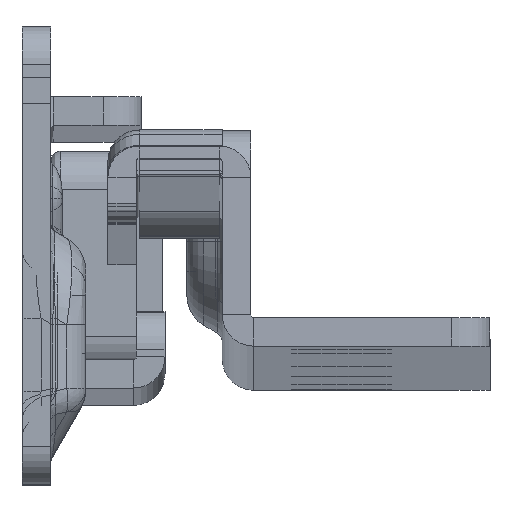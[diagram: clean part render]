
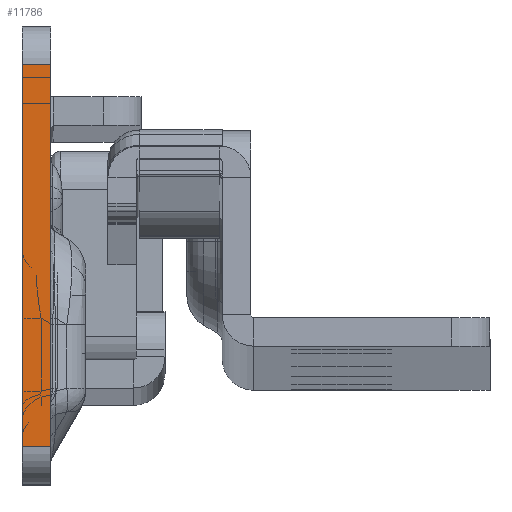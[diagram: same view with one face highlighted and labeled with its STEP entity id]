
A CAD part, top view. The second image highlights one B-rep face of the part: STEP entity #11786.
In plain terms, the highlighted planar face has unit normal (0, 0, 1).
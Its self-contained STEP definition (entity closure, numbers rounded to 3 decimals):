
#218 = CARTESIAN_POINT ( 'NONE',  ( 0., -29.094, 0. ) ) ;
#382 = EDGE_CURVE ( 'NONE', #16003, #16689, #7603, .T. ) ;
#946 = ORIENTED_EDGE ( 'NONE', *, *, #2823, .F. ) ;
#1348 = VECTOR ( 'NONE', #7302, 1000. ) ;
#2823 = EDGE_CURVE ( 'NONE', #6021, #11835, #15646, .T. ) ;
#3665 = AXIS2_PLACEMENT_3D ( 'NONE', #15235, #7908, #5798 ) ;
#4219 = VECTOR ( 'NONE', #11594, 1000. ) ;
#4372 = VECTOR ( 'NONE', #14188, 1000. ) ;
#4414 = CARTESIAN_POINT ( 'NONE',  ( 0., 18.3, 0. ) ) ;
#5798 = DIRECTION ( 'NONE',  ( 1., 0., 0. ) ) ;
#6021 = VERTEX_POINT ( 'NONE', #17790 ) ;
#6031 = CARTESIAN_POINT ( 'NONE',  ( -3., 18.3, 0. ) ) ;
#6172 = ORIENTED_EDGE ( 'NONE', *, *, #382, .T. ) ;
#7302 = DIRECTION ( 'NONE',  ( 0., -1., 0. ) ) ;
#7603 = LINE ( 'NONE', #7955, #9110 ) ;
#7908 = DIRECTION ( 'NONE',  ( 0., 0., 1. ) ) ;
#7955 = CARTESIAN_POINT ( 'NONE',  ( -142.194, -21.7, 0. ) ) ;
#9110 = VECTOR ( 'NONE', #12148, 1000. ) ;
#9154 = CARTESIAN_POINT ( 'NONE',  ( -3., -21.7, 0. ) ) ;
#9731 = PLANE ( 'NONE',  #3665 ) ;
#10417 = ORIENTED_EDGE ( 'NONE', *, *, #17666, .F. ) ;
#10524 = ORIENTED_EDGE ( 'NONE', *, *, #11251, .T. ) ;
#11251 = EDGE_CURVE ( 'NONE', #6021, #16003, #15459, .T. ) ;
#11594 = DIRECTION ( 'NONE',  ( 1., 0., 0. ) ) ;
#11786 = ADVANCED_FACE ( 'NONE', ( #16605 ), #9731, .T. ) ;
#11835 = VERTEX_POINT ( 'NONE', #4414 ) ;
#12148 = DIRECTION ( 'NONE',  ( 1., 0., 0. ) ) ;
#13526 = CARTESIAN_POINT ( 'NONE',  ( 0., -21.7, 0. ) ) ;
#14013 = LINE ( 'NONE', #218, #4372 ) ;
#14188 = DIRECTION ( 'NONE',  ( 0., -1., 0. ) ) ;
#14189 = CARTESIAN_POINT ( 'NONE',  ( -3., -29.094, 0. ) ) ;
#15235 = CARTESIAN_POINT ( 'NONE',  ( -3., -29.094, 0. ) ) ;
#15459 = LINE ( 'NONE', #14189, #1348 ) ;
#15646 = LINE ( 'NONE', #6031, #4219 ) ;
#16003 = VERTEX_POINT ( 'NONE', #9154 ) ;
#16480 = EDGE_LOOP ( 'NONE', ( #10417, #946, #10524, #6172 ) ) ;
#16605 = FACE_OUTER_BOUND ( 'NONE', #16480, .T. ) ;
#16689 = VERTEX_POINT ( 'NONE', #13526 ) ;
#17666 = EDGE_CURVE ( 'NONE', #11835, #16689, #14013, .T. ) ;
#17790 = CARTESIAN_POINT ( 'NONE',  ( -3., 18.3, 0. ) ) ;
